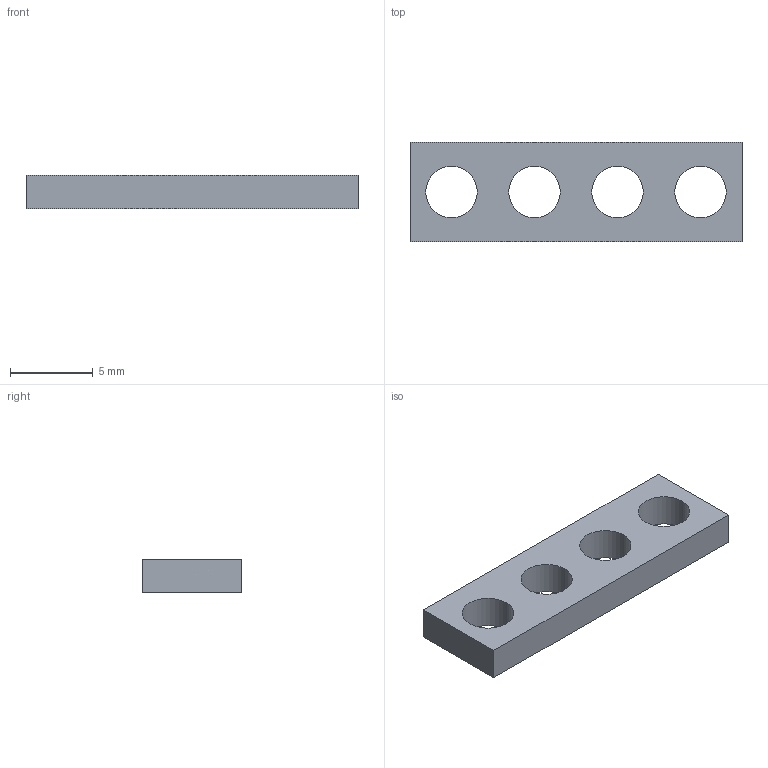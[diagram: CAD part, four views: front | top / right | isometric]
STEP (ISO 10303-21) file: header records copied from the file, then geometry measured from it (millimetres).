
FILE_DESCRIPTION (( 'STEP AP214' ), '1' );
FILE_NAME ('Strip bracket 20mm (4 holes).STEP', '2022-02-11T12:35:37', ( '' ), ( '' ), 'SwSTEP 2.0', 'SolidWorks 2016', '' );
FILE_SCHEMA (( 'AUTOMOTIVE_DESIGN' ));
Length unit declared in the file: millimetre
Products named in the file (2): Strip bracket 20mm (4 holes)
Bounding box: 20 x 6 x 2 mm (x, y, z)
Volume: 179.6 mm3; surface area: 361.5 mm2
Topology: 1 solids, 1 shells, 14 faces, 36 edges, 24 vertices
Faces by surface type: cylinder 8, plane 6
Entity records: 501 total; most frequent: DIRECTION 84, CARTESIAN_POINT 76, ORIENTED_EDGE 72, EDGE_CURVE 36, AXIS2_PLACEMENT_3D 32, VERTEX_POINT 24, EDGE_LOOP 22, LINE 20
